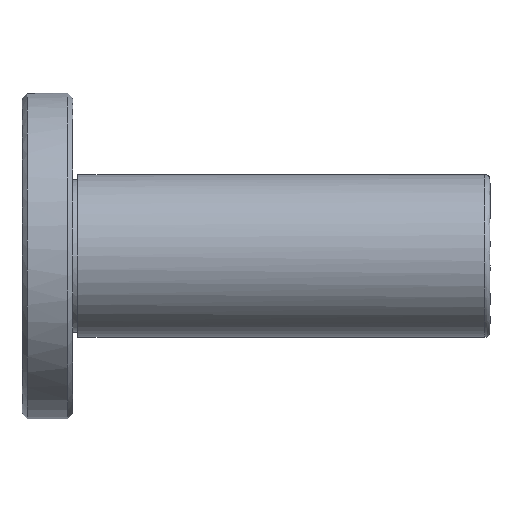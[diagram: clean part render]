
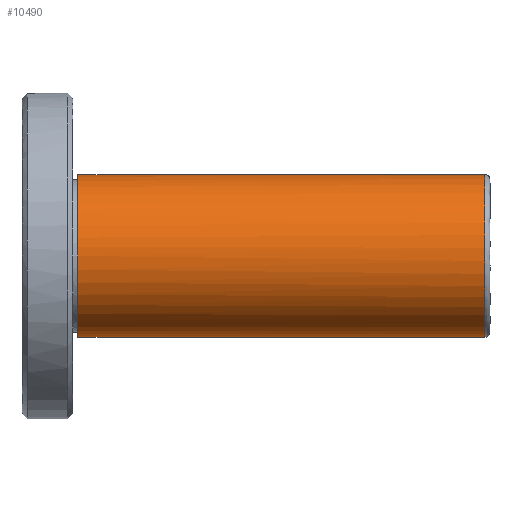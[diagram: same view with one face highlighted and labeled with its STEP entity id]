
A CAD part, front view. The second image highlights one B-rep face of the part: STEP entity #10490.
In plain terms, the highlighted free-form (B-spline) face has degree [3, 1] with [7, 2] control points.
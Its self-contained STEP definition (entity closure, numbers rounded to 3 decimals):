
#9620 = CARTESIAN_POINT ('', (5.5, -8., 0.));
#9630 = VERTEX_POINT ('', #9620);
#9640 = CARTESIAN_POINT ('', (5.5, 0., -8.));
#9650 = VERTEX_POINT ('', #9640);
#9660 = CARTESIAN_POINT ('', (5.5, -8., 0.));
#9670 = CARTESIAN_POINT ('', (5.5, -8., -5.333));
#9680 = CARTESIAN_POINT ('', (5.5, -4., -8.));
#9690 = CARTESIAN_POINT ('', (5.5, 0., -8.));
#9700 = (
   BOUNDED_CURVE ()
   B_SPLINE_CURVE (3, (#9660, #9670, #9680, #9690), .UNSPECIFIED., .F., .U.)
   B_SPLINE_CURVE_WITH_KNOTS ((4, 4), (0., 1.), .UNSPECIFIED.)
   CURVE ()
   GEOMETRIC_REPRESENTATION_ITEM ()
   RATIONAL_B_SPLINE_CURVE ((0.5, 0.5, 0.667, 1.))
   REPRESENTATION_ITEM ('')
);
#9710 = EDGE_CURVE ('', #9630, #9650, #9700, .T.);
#9730 = CARTESIAN_POINT ('', (5.5, 8., 0.));
#9740 = VERTEX_POINT ('', #9730);
#9750 = CARTESIAN_POINT ('', (5.5, 8., 0.));
#9760 = CARTESIAN_POINT ('', (5.5, 8., 5.333));
#9770 = CARTESIAN_POINT ('', (5.5, 4., 8.));
#9780 = CARTESIAN_POINT ('', (5.5, 0., 8.));
#9790 = CARTESIAN_POINT ('', (5.5, -4., 8.));
#9800 = CARTESIAN_POINT ('', (5.5, -8., 5.333));
#9810 = CARTESIAN_POINT ('', (5.5, -8., 0.));
#9820 = (
   BOUNDED_CURVE ()
   B_SPLINE_CURVE (3, (#9750, #9760, #9770, #9780, #9790, #9800, #9810), .UNSPECIFIED., .F., .U.)
   B_SPLINE_CURVE_WITH_KNOTS ((4, 3, 4), (0., 0.5, 1.), .UNSPECIFIED.)
   CURVE ()
   GEOMETRIC_REPRESENTATION_ITEM ()
   RATIONAL_B_SPLINE_CURVE ((0.5, 0.5, 0.667, 1., 0.667, 0.5, 0.5))
   REPRESENTATION_ITEM ('')
);
#9830 = EDGE_CURVE ('', #9740, #9630, #9820, .T.);
#9850 = CARTESIAN_POINT ('', (5.5, 0., -8.));
#9860 = CARTESIAN_POINT ('', (5.5, 4., -8.));
#9870 = CARTESIAN_POINT ('', (5.5, 8., -5.333));
#9880 = CARTESIAN_POINT ('', (5.5, 8., 0.));
#9890 = (
   BOUNDED_CURVE ()
   B_SPLINE_CURVE (3, (#9850, #9860, #9870, #9880), .UNSPECIFIED., .F., .U.)
   B_SPLINE_CURVE_WITH_KNOTS ((4, 4), (0., 1.), .UNSPECIFIED.)
   CURVE ()
   GEOMETRIC_REPRESENTATION_ITEM ()
   RATIONAL_B_SPLINE_CURVE ((1., 0.667, 0.5, 0.5))
   REPRESENTATION_ITEM ('')
);
#9900 = EDGE_CURVE ('', #9650, #9740, #9890, .T.);
#10050 = CARTESIAN_POINT ('', (45.5, 0., -8.));
#10060 = VERTEX_POINT ('', #10050);
#10070 = CARTESIAN_POINT ('', (45.5, 0., 8.));
#10080 = VERTEX_POINT ('', #10070);
#10090 = CARTESIAN_POINT ('', (45.5, 0., -8.));
#10100 = CARTESIAN_POINT ('', (45.5, 16., -8.));
#10110 = CARTESIAN_POINT ('', (45.5, 16., 8.));
#10120 = CARTESIAN_POINT ('', (45.5, 0., 8.));
#10130 = (
   BOUNDED_CURVE ()
   B_SPLINE_CURVE (3, (#10090, #10100, #10110, #10120), .UNSPECIFIED., .F., .U.)
   B_SPLINE_CURVE_WITH_KNOTS ((4, 4), (0., 1.), .UNSPECIFIED.)
   CURVE ()
   GEOMETRIC_REPRESENTATION_ITEM ()
   RATIONAL_B_SPLINE_CURVE ((0.957, 0.319, 0.319, 0.957))
   REPRESENTATION_ITEM ('')
);
#10140 = EDGE_CURVE ('', #10060, #10080, #10130, .T.);
#10150 = ORIENTED_EDGE ('', *, *, #10140, .F.);
#10160 = CARTESIAN_POINT ('', (45.5, 0., -8.));
#10170 = CARTESIAN_POINT ('', (5.5, 0., -8.));
#10180 = B_SPLINE_CURVE_WITH_KNOTS ('', 1, (#10160, #10170), .UNSPECIFIED., .F., .U., (2, 2), (0., 1.), .UNSPECIFIED.);
#10190 = EDGE_CURVE ('', #10060, #9650, #10180, .T.);
#10200 = ORIENTED_EDGE ('', *, *, #10190, .T.);
#10210 = ORIENTED_EDGE ('', *, *, #9900, .T.);
#10220 = ORIENTED_EDGE ('', *, *, #9830, .T.);
#10230 = ORIENTED_EDGE ('', *, *, #9710, .T.);
#10240 = ORIENTED_EDGE ('', *, *, #10190, .F.);
#10250 = CARTESIAN_POINT ('', (45.5, 0., 8.));
#10260 = CARTESIAN_POINT ('', (45.5, -16., 8.));
#10270 = CARTESIAN_POINT ('', (45.5, -16., -8.));
#10280 = CARTESIAN_POINT ('', (45.5, 0., -8.));
#10290 = (
   BOUNDED_CURVE ()
   B_SPLINE_CURVE (3, (#10250, #10260, #10270, #10280), .UNSPECIFIED., .F., .U.)
   B_SPLINE_CURVE_WITH_KNOTS ((4, 4), (0., 1.), .UNSPECIFIED.)
   CURVE ()
   GEOMETRIC_REPRESENTATION_ITEM ()
   RATIONAL_B_SPLINE_CURVE ((0.957, 0.319, 0.319, 0.957))
   REPRESENTATION_ITEM ('')
);
#10300 = EDGE_CURVE ('', #10080, #10060, #10290, .T.);
#10310 = ORIENTED_EDGE ('', *, *, #10300, .F.);
#10320 = EDGE_LOOP ('', (#10150, #10200, #10210, #10220, #10230, #10240, #10310));
#10330 = FACE_OUTER_BOUND ('', #10320, .T.);
#10340 = CARTESIAN_POINT ('', (1.5, 0., -8.));
#10350 = CARTESIAN_POINT ('', (49.5, 0., -8.));
#10360 = CARTESIAN_POINT ('', (1.5, 16., -8.));
#10370 = CARTESIAN_POINT ('', (49.5, 16., -8.));
#10380 = CARTESIAN_POINT ('', (1.5, 16., 8.));
#10390 = CARTESIAN_POINT ('', (49.5, 16., 8.));
#10400 = CARTESIAN_POINT ('', (1.5, 0., 8.));
#10410 = CARTESIAN_POINT ('', (49.5, 0., 8.));
#10420 = CARTESIAN_POINT ('', (1.5, -16., 8.));
#10430 = CARTESIAN_POINT ('', (49.5, -16., 8.));
#10440 = CARTESIAN_POINT ('', (1.5, -16., -8.));
#10450 = CARTESIAN_POINT ('', (49.5, -16., -8.));
#10460 = CARTESIAN_POINT ('', (1.5, 0., -8.));
#10470 = CARTESIAN_POINT ('', (49.5, 0., -8.));
#10480 = (
   BOUNDED_SURFACE ()
   B_SPLINE_SURFACE (3, 1, ((#10340, #10350), (#10360, #10370), (#10380, #10390), (#10400, #10410), (#10420, #10430), (#10440, #10450), (#10460, #10470)), .UNSPECIFIED., .T., .F., .U.)
   B_SPLINE_SURFACE_WITH_KNOTS ((4, 3, 4), (2, 2), (0., 0.5, 1.), (0., 1.), .UNSPECIFIED.)
   SURFACE ()
   GEOMETRIC_REPRESENTATION_ITEM ()
   RATIONAL_B_SPLINE_SURFACE (((1., 1.), (0.333, 0.333), (0.333, 0.333), (1., 1.), (0.333, 0.333), (0.333, 0.333), (1., 1.)))
   REPRESENTATION_ITEM ('')
);
#10490 = ADVANCED_FACE ('', (#10330), #10480, .T.);
